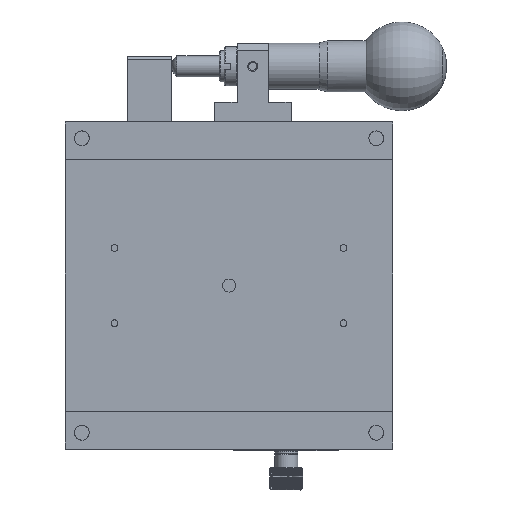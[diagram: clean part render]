
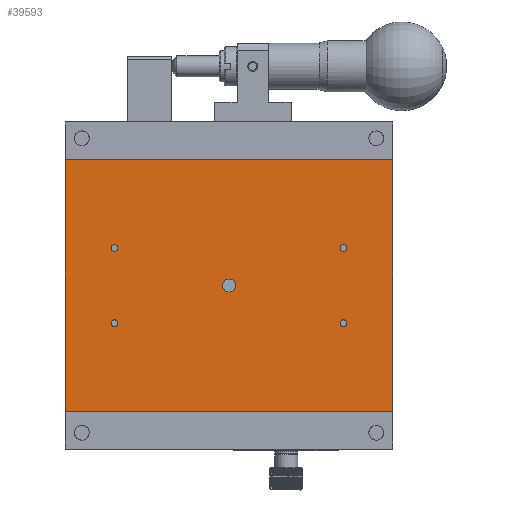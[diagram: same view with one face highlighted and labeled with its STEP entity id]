
A CAD part, front view. The second image highlights one B-rep face of the part: STEP entity #39593.
In plain terms, the highlighted planar face has unit normal (0, 1, 0).
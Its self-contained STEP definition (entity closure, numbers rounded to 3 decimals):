
#335 = DIRECTION ( 'NONE',  ( -1., 0., 0. ) ) ;
#970 = VERTEX_POINT ( 'NONE', #30788 ) ;
#3548 = ORIENTED_EDGE ( 'NONE', *, *, #36753, .T. ) ;
#4495 = AXIS2_PLACEMENT_3D ( 'NONE', #53742, #7325, #22973 ) ;
#7325 = DIRECTION ( 'NONE',  ( 0., -1., 0. ) ) ;
#7331 = CARTESIAN_POINT ( 'NONE',  ( -21.199, -14.441, 12.525 ) ) ;
#7926 = AXIS2_PLACEMENT_3D ( 'NONE', #21284, #15415, #68242 ) ;
#8551 = PLANE ( 'NONE',  #7926 ) ;
#9731 = ORIENTED_EDGE ( 'NONE', *, *, #93155, .T. ) ;
#9845 = CIRCLE ( 'NONE', #33307, 2. ) ;
#10359 = ORIENTED_EDGE ( 'NONE', *, *, #53163, .T. ) ;
#11016 = CARTESIAN_POINT ( 'NONE',  ( -21.199, -14.441, 11.5 ) ) ;
#12634 = VERTEX_POINT ( 'NONE', #87456 ) ;
#12697 = EDGE_LOOP ( 'NONE', ( #57431 ) ) ;
#14210 = VERTEX_POINT ( 'NONE', #7331 ) ;
#14755 = VERTEX_POINT ( 'NONE', #73932 ) ;
#15148 = ORIENTED_EDGE ( 'NONE', *, *, #80115, .T. ) ;
#15415 = DIRECTION ( 'NONE',  ( 0., 1., 0. ) ) ;
#15904 = VECTOR ( 'NONE', #85769, 1000. ) ;
#16594 = VERTEX_POINT ( 'NONE', #38112 ) ;
#17820 = CARTESIAN_POINT ( 'NONE',  ( -36.199, -14.441, 38.5 ) ) ;
#17837 = CARTESIAN_POINT ( 'NONE',  ( 63.801, -14.441, 38.5 ) ) ;
#20352 = DIRECTION ( 'NONE',  ( 0., -1., 0. ) ) ;
#20707 = DIRECTION ( 'NONE',  ( 0., 0., 1. ) ) ;
#21177 = DIRECTION ( 'NONE',  ( 0., -1., 0. ) ) ;
#21284 = CARTESIAN_POINT ( 'NONE',  ( 63.801, -14.441, 38.5 ) ) ;
#22973 = DIRECTION ( 'NONE',  ( 0., 0., 1. ) ) ;
#23191 = CIRCLE ( 'NONE', #24777, 1.025 ) ;
#24777 = AXIS2_PLACEMENT_3D ( 'NONE', #55529, #68356, #70257 ) ;
#25771 = CARTESIAN_POINT ( 'NONE',  ( 13.801, -14.441, 0. ) ) ;
#26158 = DIRECTION ( 'NONE',  ( 1., 0., 0. ) ) ;
#26379 = CIRCLE ( 'NONE', #4495, 1.025 ) ;
#28539 = CARTESIAN_POINT ( 'NONE',  ( 48.801, -14.441, 11.5 ) ) ;
#29629 = EDGE_CURVE ( 'NONE', #14210, #14210, #86139, .T. ) ;
#30473 = CARTESIAN_POINT ( 'NONE',  ( -36.199, -14.441, -38.5 ) ) ;
#30788 = CARTESIAN_POINT ( 'NONE',  ( 13.801, -14.441, -2. ) ) ;
#32701 = LINE ( 'NONE', #70883, #42107 ) ;
#33015 = DIRECTION ( 'NONE',  ( 0., 0., 1. ) ) ;
#33171 = CIRCLE ( 'NONE', #48691, 1.025 ) ;
#33307 = AXIS2_PLACEMENT_3D ( 'NONE', #25771, #20352, #64377 ) ;
#33674 = DIRECTION ( 'NONE',  ( 0., 0., -1. ) ) ;
#36753 = EDGE_CURVE ( 'NONE', #66475, #14755, #32701, .T. ) ;
#38112 = CARTESIAN_POINT ( 'NONE',  ( 48.801, -14.441, 12.525 ) ) ;
#39593 = ADVANCED_FACE ( 'NONE', ( #63884, #64361, #94200, #57498, #87334, #60397 ), #8551, .T. ) ;
#39936 = ORIENTED_EDGE ( 'NONE', *, *, #85459, .T. ) ;
#40830 = DIRECTION ( 'NONE',  ( 0., -1., 0. ) ) ;
#42107 = VECTOR ( 'NONE', #33674, 1000. ) ;
#47665 = EDGE_LOOP ( 'NONE', ( #9731 ) ) ;
#48691 = AXIS2_PLACEMENT_3D ( 'NONE', #28539, #21177, #20707 ) ;
#51100 = EDGE_CURVE ( 'NONE', #69829, #79014, #55918, .T. ) ;
#51617 = ORIENTED_EDGE ( 'NONE', *, *, #57576, .T. ) ;
#53163 = EDGE_CURVE ( 'NONE', #16594, #16594, #33171, .T. ) ;
#53742 = CARTESIAN_POINT ( 'NONE',  ( -21.199, -14.441, -11.5 ) ) ;
#55529 = CARTESIAN_POINT ( 'NONE',  ( 48.801, -14.441, -11.5 ) ) ;
#55651 = VECTOR ( 'NONE', #26158, 1000. ) ;
#55918 = LINE ( 'NONE', #17820, #15904 ) ;
#57431 = ORIENTED_EDGE ( 'NONE', *, *, #29629, .T. ) ;
#57498 = FACE_BOUND ( 'NONE', #84246, .T. ) ;
#57576 = EDGE_CURVE ( 'NONE', #970, #970, #9845, .T. ) ;
#60397 = FACE_BOUND ( 'NONE', #62216, .T. ) ;
#62216 = EDGE_LOOP ( 'NONE', ( #10359 ) ) ;
#62316 = LINE ( 'NONE', #17837, #55651 ) ;
#62964 = EDGE_LOOP ( 'NONE', ( #51617 ) ) ;
#63884 = FACE_OUTER_BOUND ( 'NONE', #69857, .T. ) ;
#64361 = FACE_BOUND ( 'NONE', #62964, .T. ) ;
#64377 = DIRECTION ( 'NONE',  ( 0., 0., -1. ) ) ;
#65153 = ORIENTED_EDGE ( 'NONE', *, *, #51100, .T. ) ;
#66475 = VERTEX_POINT ( 'NONE', #77547 ) ;
#67354 = LINE ( 'NONE', #71915, #82421 ) ;
#67473 = EDGE_CURVE ( 'NONE', #79014, #66475, #62316, .T. ) ;
#68242 = DIRECTION ( 'NONE',  ( 0., 0., 1. ) ) ;
#68356 = DIRECTION ( 'NONE',  ( 0., -1., 0. ) ) ;
#69829 = VERTEX_POINT ( 'NONE', #30473 ) ;
#69857 = EDGE_LOOP ( 'NONE', ( #15148, #65153, #90950, #3548 ) ) ;
#70257 = DIRECTION ( 'NONE',  ( 0., 0., 1. ) ) ;
#70883 = CARTESIAN_POINT ( 'NONE',  ( 63.801, -14.441, 38.5 ) ) ;
#71915 = CARTESIAN_POINT ( 'NONE',  ( 63.801, -14.441, -38.5 ) ) ;
#73932 = CARTESIAN_POINT ( 'NONE',  ( 63.801, -14.441, -38.5 ) ) ;
#77547 = CARTESIAN_POINT ( 'NONE',  ( 63.801, -14.441, 38.5 ) ) ;
#79014 = VERTEX_POINT ( 'NONE', #93943 ) ;
#80115 = EDGE_CURVE ( 'NONE', #14755, #69829, #67354, .T. ) ;
#82421 = VECTOR ( 'NONE', #335, 1000. ) ;
#84246 = EDGE_LOOP ( 'NONE', ( #39936 ) ) ;
#85459 = EDGE_CURVE ( 'NONE', #12634, #12634, #26379, .T. ) ;
#85769 = DIRECTION ( 'NONE',  ( 0., 0., 1. ) ) ;
#86139 = CIRCLE ( 'NONE', #89222, 1.025 ) ;
#87334 = FACE_BOUND ( 'NONE', #47665, .T. ) ;
#87456 = CARTESIAN_POINT ( 'NONE',  ( -21.199, -14.441, -10.475 ) ) ;
#88904 = CARTESIAN_POINT ( 'NONE',  ( 48.801, -14.441, -10.475 ) ) ;
#89222 = AXIS2_PLACEMENT_3D ( 'NONE', #11016, #40830, #33015 ) ;
#90950 = ORIENTED_EDGE ( 'NONE', *, *, #67473, .T. ) ;
#93155 = EDGE_CURVE ( 'NONE', #96740, #96740, #23191, .T. ) ;
#93943 = CARTESIAN_POINT ( 'NONE',  ( -36.199, -14.441, 38.5 ) ) ;
#94200 = FACE_BOUND ( 'NONE', #12697, .T. ) ;
#96740 = VERTEX_POINT ( 'NONE', #88904 ) ;
